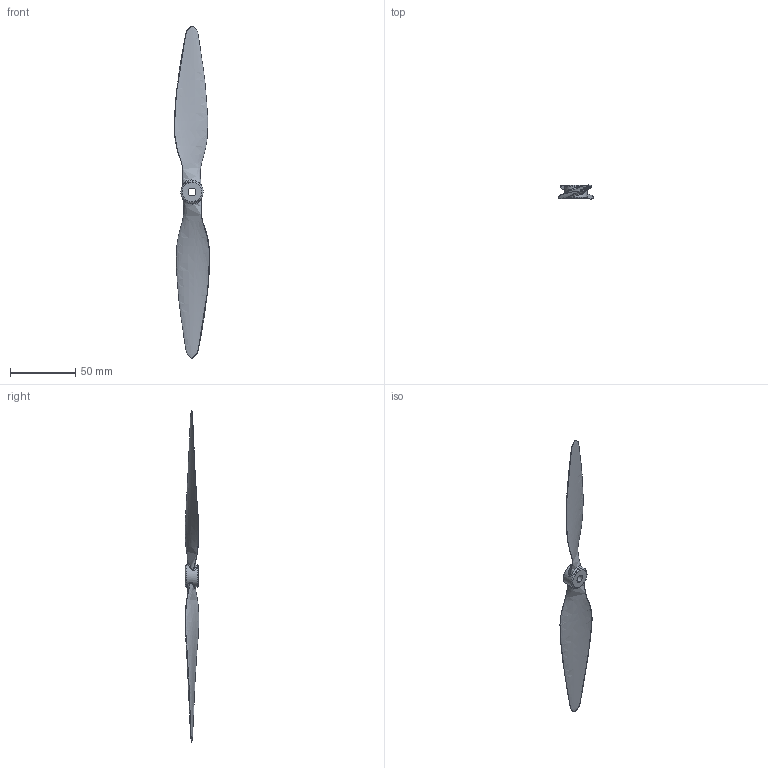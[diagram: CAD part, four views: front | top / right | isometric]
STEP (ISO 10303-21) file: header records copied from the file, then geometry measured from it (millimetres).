
FILE_DESCRIPTION (( 'STEP AP203' ), '1' );
FILE_NAME ('Propeller 10x45.step_Default_sldprt.STEP', '2024-04-22T08:16:00', ( '' ), ( '' ), 'SwSTEP 2.0', 'SolidWorks 2019', '' );
FILE_SCHEMA (( 'CONFIG_CONTROL_DESIGN' ));
Length unit declared in the file: millimetre
Products named in the file (1): Propeller 10x45.step_Default_sldprt
Bounding box: 27.01 x 10.62 x 254 mm (x, y, z)
Volume: 10215.7 mm3; surface area: 10618.6 mm2
Topology: 1 solids, 1 shells, 34 faces, 92 edges, 60 vertices
Faces by surface type: bspline 16, cylinder 8, torus 6, plane 4
Entity records: 12185 total; most frequent: CARTESIAN_POINT 11383, ORIENTED_EDGE 184, DIRECTION 108, EDGE_CURVE 92, VERTEX_POINT 60, B_SPLINE_CURVE_WITH_KNOTS 54, AXIS2_PLACEMENT_3D 51, EDGE_LOOP 36
